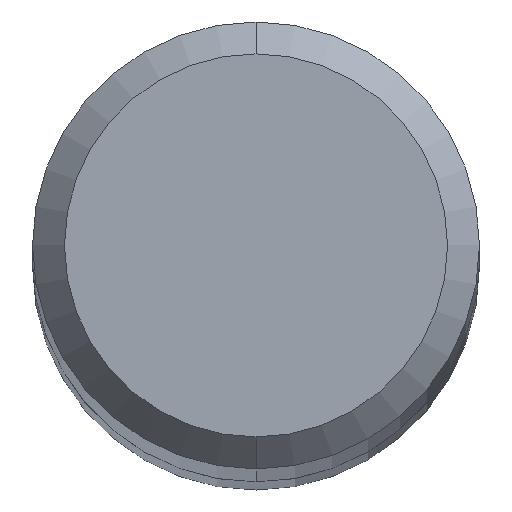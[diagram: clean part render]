
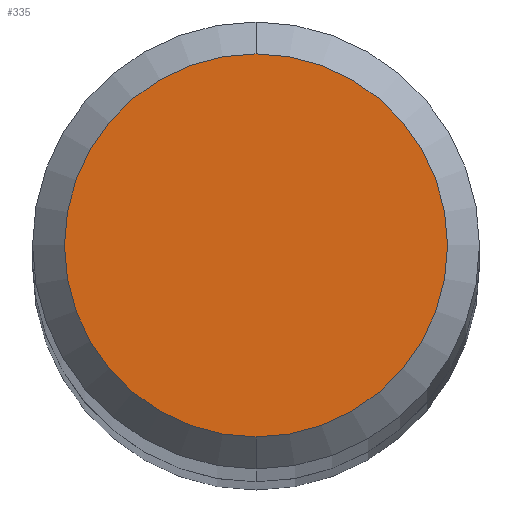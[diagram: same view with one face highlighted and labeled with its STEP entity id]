
A CAD part, top view. The second image highlights one B-rep face of the part: STEP entity #335.
In plain terms, the highlighted planar face has unit normal (0, 0, 1).
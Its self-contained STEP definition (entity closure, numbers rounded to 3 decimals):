
#201=VERTEX_POINT('',#483);
#279=EDGE_CURVE('',#379,#201,#569,.T.);
#335=ADVANCED_FACE('',(#628),#629,.T.);
#355=EDGE_CURVE('',#201,#379,#650,.T.);
#379=VERTEX_POINT('',#675);
#483=CARTESIAN_POINT('',(0.0,1.8,0.0));
#569=CIRCLE('',#956,1.8);
#628=FACE_OUTER_BOUND('',#1082,.T.);
#629=PLANE('',#1083);
#650=CIRCLE('',#1132,1.8);
#675=CARTESIAN_POINT('',(0.,-1.8,0.0));
#956=AXIS2_PLACEMENT_3D('',#1489,#1490,#1491);
#1082=EDGE_LOOP('',(#1534,#1535));
#1083=AXIS2_PLACEMENT_3D('',#1536,#1537,#1538);
#1132=AXIS2_PLACEMENT_3D('',#1553,#1554,#1555);
#1489=CARTESIAN_POINT('',(0.0,0.0,0.0));
#1490=DIRECTION('',(0.0,0.0,-1.0));
#1491=DIRECTION('',(0.0,1.0,0.0));
#1534=ORIENTED_EDGE('',*,*,#355,.F.);
#1535=ORIENTED_EDGE('',*,*,#279,.F.);
#1536=CARTESIAN_POINT('',(0.0,0.9,0.0));
#1537=DIRECTION('',(-0.0,0.0,1.0));
#1538=DIRECTION('',(0.0,-1.0,0.0));
#1553=CARTESIAN_POINT('',(0.0,0.0,0.0));
#1554=DIRECTION('',(0.0,0.0,-1.0));
#1555=DIRECTION('',(0.0,1.0,0.0));
